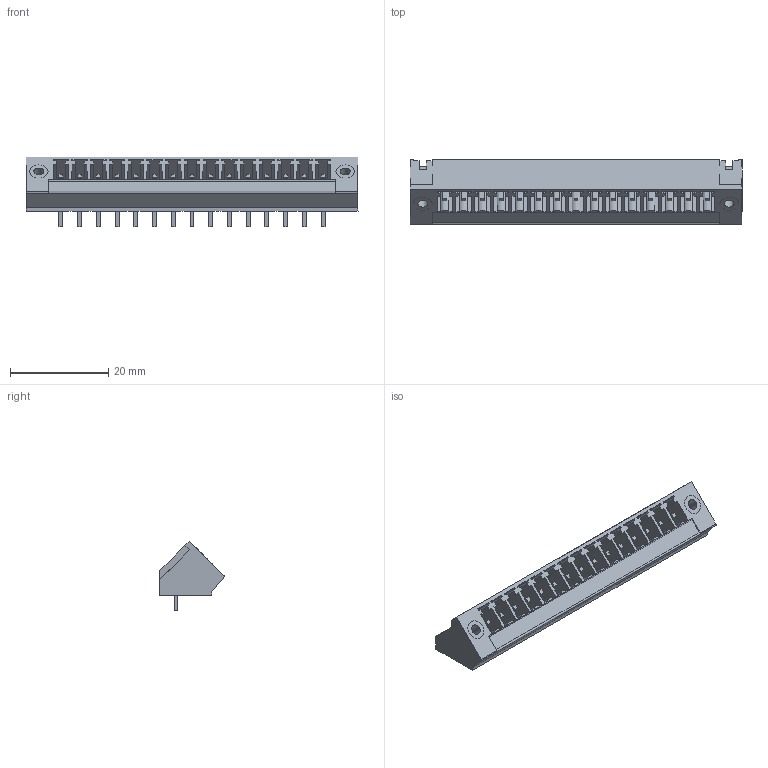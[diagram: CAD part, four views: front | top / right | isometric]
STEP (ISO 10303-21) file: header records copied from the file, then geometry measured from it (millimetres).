
FILE_DESCRIPTION(('CATIA V5 STEP Exchange','CAx-IF Rec.Pracs.--- Model Styling and Organization---1.2---2011-12-15'),'2;1');
FILE_NAME ('D1460950_0', '2018-04-23T09:27:39+00:00', ('none'), ('Weidmueller'), 'CATIA Version 5-6 Release 2014', 'CATIA V5 STEP AP214', 'none');
FILE_SCHEMA(('AUTOMOTIVE_DESIGN { 1 0 10303 214 1 1 1 1 }'));
Length unit declared in the file: millimetre
Products named in the file (1): 1976870000
Bounding box: 67.54 x 13.1 x 14.2 mm (x, y, z)
Volume: 3168.2 mm3; surface area: 7732.3 mm2
Topology: 18 solids, 18 shells, 723 faces, 2042 edges, 1370 vertices
Faces by surface type: plane 652, cylinder 71
Entity records: 22424 total; most frequent: ORIENTED_EDGE 4084, CARTESIAN_POINT 3969, DIRECTION 2984, EDGE_CURVE 2042, VECTOR 1900, LINE 1900, VERTEX_POINT 1370, EDGE_LOOP 780
